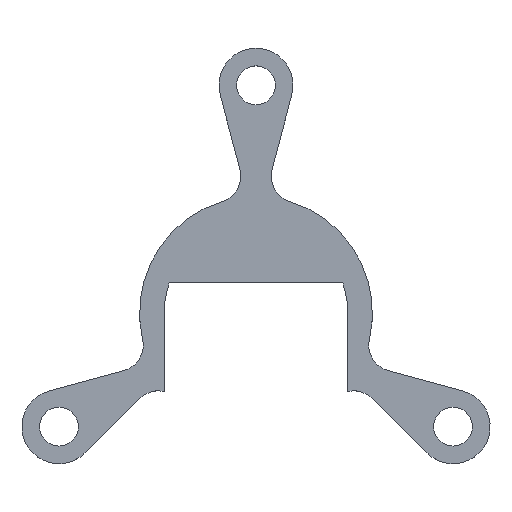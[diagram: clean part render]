
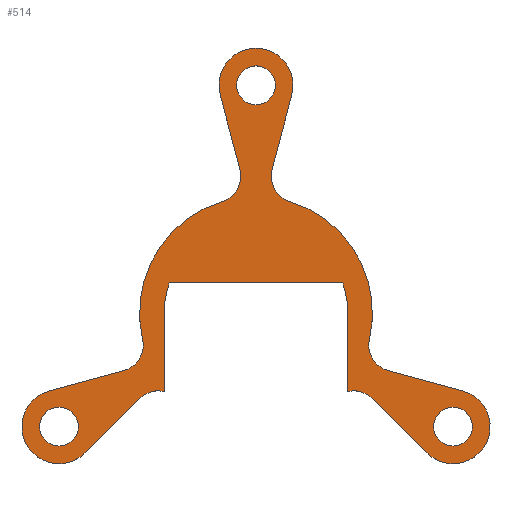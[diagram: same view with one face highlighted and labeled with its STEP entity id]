
A CAD part, top view. The second image highlights one B-rep face of the part: STEP entity #514.
In plain terms, the highlighted planar face has unit normal (0, 0, 1).
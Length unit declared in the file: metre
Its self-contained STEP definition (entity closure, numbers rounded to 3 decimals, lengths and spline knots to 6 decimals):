
#21=PLANE('',#586);
#27=LINE('',#763,#67);
#31=LINE('',#775,#71);
#35=LINE('',#787,#75);
#39=LINE('',#799,#79);
#45=LINE('',#823,#85);
#49=LINE('',#835,#89);
#55=LINE('',#859,#95);
#59=LINE('',#871,#99);
#62=LINE('',#895,#102);
#67=VECTOR('',#602,1.);
#71=VECTOR('',#614,1.);
#75=VECTOR('',#626,1.);
#79=VECTOR('',#638,1.);
#85=VECTOR('',#664,1.);
#89=VECTOR('',#676,1.);
#95=VECTOR('',#702,1.);
#99=VECTOR('',#714,1.);
#102=VECTOR('',#743,1.);
#197=ORIENTED_EDGE('',*,*,#315,.F.);
#198=ORIENTED_EDGE('',*,*,#313,.F.);
#199=ORIENTED_EDGE('',*,*,#311,.F.);
#200=ORIENTED_EDGE('',*,*,#249,.T.);
#201=ORIENTED_EDGE('',*,*,#253,.T.);
#202=ORIENTED_EDGE('',*,*,#256,.T.);
#203=ORIENTED_EDGE('',*,*,#259,.T.);
#204=ORIENTED_EDGE('',*,*,#262,.F.);
#205=ORIENTED_EDGE('',*,*,#265,.T.);
#206=ORIENTED_EDGE('',*,*,#268,.T.);
#207=ORIENTED_EDGE('',*,*,#271,.T.);
#208=ORIENTED_EDGE('',*,*,#274,.F.);
#209=ORIENTED_EDGE('',*,*,#277,.T.);
#210=ORIENTED_EDGE('',*,*,#280,.F.);
#211=ORIENTED_EDGE('',*,*,#283,.T.);
#212=ORIENTED_EDGE('',*,*,#286,.T.);
#213=ORIENTED_EDGE('',*,*,#289,.T.);
#214=ORIENTED_EDGE('',*,*,#292,.F.);
#215=ORIENTED_EDGE('',*,*,#295,.T.);
#216=ORIENTED_EDGE('',*,*,#298,.F.);
#217=ORIENTED_EDGE('',*,*,#301,.T.);
#218=ORIENTED_EDGE('',*,*,#304,.T.);
#219=ORIENTED_EDGE('',*,*,#307,.T.);
#220=ORIENTED_EDGE('',*,*,#310,.F.);
#221=ORIENTED_EDGE('',*,*,#318,.F.);
#249=EDGE_CURVE('',#322,#321,#370,.T.);
#253=EDGE_CURVE('',#321,#324,#27,.T.);
#256=EDGE_CURVE('',#324,#326,#372,.T.);
#259=EDGE_CURVE('',#326,#328,#31,.T.);
#262=EDGE_CURVE('',#330,#328,#374,.T.);
#265=EDGE_CURVE('',#330,#332,#35,.T.);
#268=EDGE_CURVE('',#332,#334,#376,.T.);
#271=EDGE_CURVE('',#334,#336,#39,.T.);
#274=EDGE_CURVE('',#338,#336,#378,.T.);
#277=EDGE_CURVE('',#338,#340,#380,.T.);
#280=EDGE_CURVE('',#342,#340,#382,.T.);
#283=EDGE_CURVE('',#342,#344,#45,.T.);
#286=EDGE_CURVE('',#344,#346,#384,.T.);
#289=EDGE_CURVE('',#346,#348,#49,.T.);
#292=EDGE_CURVE('',#350,#348,#386,.T.);
#295=EDGE_CURVE('',#350,#352,#388,.T.);
#298=EDGE_CURVE('',#354,#352,#390,.T.);
#301=EDGE_CURVE('',#354,#356,#55,.T.);
#304=EDGE_CURVE('',#356,#358,#392,.T.);
#307=EDGE_CURVE('',#358,#360,#59,.T.);
#310=EDGE_CURVE('',#362,#360,#394,.T.);
#311=EDGE_CURVE('',#363,#363,#395,.T.);
#313=EDGE_CURVE('',#365,#365,#397,.T.);
#315=EDGE_CURVE('',#367,#367,#399,.T.);
#318=EDGE_CURVE('',#322,#362,#62,.T.);
#321=VERTEX_POINT('',#754);
#322=VERTEX_POINT('',#756);
#324=VERTEX_POINT('',#762);
#326=VERTEX_POINT('',#768);
#328=VERTEX_POINT('',#774);
#330=VERTEX_POINT('',#780);
#332=VERTEX_POINT('',#786);
#334=VERTEX_POINT('',#792);
#336=VERTEX_POINT('',#798);
#338=VERTEX_POINT('',#804);
#340=VERTEX_POINT('',#810);
#342=VERTEX_POINT('',#816);
#344=VERTEX_POINT('',#822);
#346=VERTEX_POINT('',#828);
#348=VERTEX_POINT('',#834);
#350=VERTEX_POINT('',#840);
#352=VERTEX_POINT('',#846);
#354=VERTEX_POINT('',#852);
#356=VERTEX_POINT('',#858);
#358=VERTEX_POINT('',#864);
#360=VERTEX_POINT('',#870);
#362=VERTEX_POINT('',#876);
#363=VERTEX_POINT('',#880);
#365=VERTEX_POINT('',#885);
#367=VERTEX_POINT('',#890);
#370=CIRCLE('',#531,0.0052);
#372=CIRCLE('',#535,0.0052);
#374=CIRCLE('',#539,0.0015);
#376=CIRCLE('',#543,0.0021);
#378=CIRCLE('',#547,0.0015);
#380=CIRCLE('',#550,0.0066);
#382=CIRCLE('',#553,0.0015);
#384=CIRCLE('',#557,0.0021);
#386=CIRCLE('',#561,0.0015);
#388=CIRCLE('',#564,0.0066);
#390=CIRCLE('',#567,0.0015);
#392=CIRCLE('',#571,0.0021);
#394=CIRCLE('',#575,0.0015);
#395=CIRCLE('',#577,0.0011);
#397=CIRCLE('',#580,0.0011);
#399=CIRCLE('',#583,0.0011);
#429=EDGE_LOOP('',(#197));
#430=EDGE_LOOP('',(#198));
#431=EDGE_LOOP('',(#199));
#432=EDGE_LOOP('',(#200,#201,#202,#203,#204,#205,#206,#207,#208,#209,#210,
#211,#212,#213,#214,#215,#216,#217,#218,#219,#220,#221));
#465=FACE_BOUND('',#429,.T.);
#466=FACE_BOUND('',#430,.T.);
#467=FACE_BOUND('',#431,.T.);
#468=FACE_BOUND('',#432,.T.);
#514=ADVANCED_FACE('',(#465,#466,#467,#468),#21,.T.);
#531=AXIS2_PLACEMENT_3D('',#755,#595,#596);
#535=AXIS2_PLACEMENT_3D('',#769,#608,#609);
#539=AXIS2_PLACEMENT_3D('',#781,#620,#621);
#543=AXIS2_PLACEMENT_3D('',#793,#632,#633);
#547=AXIS2_PLACEMENT_3D('',#805,#644,#645);
#550=AXIS2_PLACEMENT_3D('',#811,#651,#652);
#553=AXIS2_PLACEMENT_3D('',#817,#658,#659);
#557=AXIS2_PLACEMENT_3D('',#829,#670,#671);
#561=AXIS2_PLACEMENT_3D('',#841,#682,#683);
#564=AXIS2_PLACEMENT_3D('',#847,#689,#690);
#567=AXIS2_PLACEMENT_3D('',#853,#696,#697);
#571=AXIS2_PLACEMENT_3D('',#865,#708,#709);
#575=AXIS2_PLACEMENT_3D('',#877,#720,#721);
#577=AXIS2_PLACEMENT_3D('',#879,#724,#725);
#580=AXIS2_PLACEMENT_3D('',#884,#730,#731);
#583=AXIS2_PLACEMENT_3D('',#889,#736,#737);
#586=AXIS2_PLACEMENT_3D('',#896,#744,#745);
#595=DIRECTION('',(0.,0.,-1.));
#596=DIRECTION('',(1.,0.,0.));
#602=DIRECTION('',(1.,0.,0.));
#608=DIRECTION('',(0.,0.,-1.));
#609=DIRECTION('',(1.,0.,0.));
#614=DIRECTION('',(0.,-1.,0.));
#620=DIRECTION('',(0.,0.,1.));
#621=DIRECTION('',(1.,0.,0.));
#626=DIRECTION('',(0.709,-0.705,0.));
#632=DIRECTION('',(0.,0.,1.));
#633=DIRECTION('',(1.,0.,0.));
#638=DIRECTION('',(-0.965,0.262,0.));
#644=DIRECTION('',(0.,0.,1.));
#645=DIRECTION('',(1.,0.,0.));
#651=DIRECTION('',(0.,0.,1.));
#652=DIRECTION('',(1.,0.,0.));
#658=DIRECTION('',(0.,0.,1.));
#659=DIRECTION('',(1.,0.,0.));
#664=DIRECTION('',(0.256,0.967,0.));
#670=DIRECTION('',(0.,0.,1.));
#671=DIRECTION('',(1.,0.,0.));
#676=DIRECTION('',(0.256,-0.967,0.));
#682=DIRECTION('',(0.,0.,1.));
#683=DIRECTION('',(1.,0.,0.));
#689=DIRECTION('',(0.,0.,1.));
#690=DIRECTION('',(1.,0.,0.));
#696=DIRECTION('',(0.,0.,1.));
#697=DIRECTION('',(1.,0.,0.));
#702=DIRECTION('',(-0.965,-0.262,0.));
#708=DIRECTION('',(0.,0.,1.));
#709=DIRECTION('',(1.,0.,0.));
#714=DIRECTION('',(0.709,0.705,0.));
#720=DIRECTION('',(0.,0.,1.));
#721=DIRECTION('',(1.,0.,0.));
#724=DIRECTION('',(0.,0.,1.));
#725=DIRECTION('',(1.,0.,0.));
#730=DIRECTION('',(0.,0.,1.));
#731=DIRECTION('',(1.,0.,0.));
#736=DIRECTION('',(0.,0.,1.));
#737=DIRECTION('',(1.,0.,0.));
#743=DIRECTION('',(0.,-1.,0.));
#744=DIRECTION('',(0.,0.,1.));
#745=DIRECTION('',(1.,0.,0.));
#754=CARTESIAN_POINT('',(-0.004914,0.0017,0.022275));
#755=CARTESIAN_POINT('',(0.,0.,0.022275));
#756=CARTESIAN_POINT('',(-0.0052,0.,0.022275));
#762=CARTESIAN_POINT('',(0.004914,0.0017,0.022275));
#763=CARTESIAN_POINT('',(-0.004377,0.0017,0.022275));
#768=CARTESIAN_POINT('',(0.0052,0.,0.022275));
#769=CARTESIAN_POINT('',(0.,0.,0.022275));
#774=CARTESIAN_POINT('',(0.0052,-0.004455,0.022275));
#775=CARTESIAN_POINT('',(0.0052,-0.00215,0.022275));
#780=CARTESIAN_POINT('',(0.006587,-0.004855,0.022275));
#781=CARTESIAN_POINT('',(0.00553,-0.005919,0.022275));
#786=CARTESIAN_POINT('',(0.009691,-0.007939,0.022275));
#787=CARTESIAN_POINT('',(0.008139,-0.006397,0.022275));
#792=CARTESIAN_POINT('',(0.011721,-0.004423,0.022275));
#793=CARTESIAN_POINT('',(0.011172,-0.00645,0.022275));
#798=CARTESIAN_POINT('',(0.007498,-0.003278,0.022275));
#799=CARTESIAN_POINT('',(0.00961,-0.00385,0.022275));
#804=CARTESIAN_POINT('',(0.006429,-0.001491,0.022275));
#805=CARTESIAN_POINT('',(0.007891,-0.00183,0.022275));
#810=CARTESIAN_POINT('',(0.001923,0.006314,0.022275));
#811=CARTESIAN_POINT('',(0.,0.,0.022275));
#816=CARTESIAN_POINT('',(0.000911,0.008132,0.022275));
#817=CARTESIAN_POINT('',(0.002361,0.007748,0.022275));
#822=CARTESIAN_POINT('',(0.00203,0.012363,0.022275));
#823=CARTESIAN_POINT('',(0.00147,0.010247,0.022275));
#828=CARTESIAN_POINT('',(-0.00203,0.012363,0.022275));
#829=CARTESIAN_POINT('',(0.,0.0129,0.022275));
#834=CARTESIAN_POINT('',(-0.000911,0.008132,0.022275));
#835=CARTESIAN_POINT('',(-0.00147,0.010247,0.022275));
#840=CARTESIAN_POINT('',(-0.001923,0.006314,0.022275));
#841=CARTESIAN_POINT('',(-0.002361,0.007748,0.022275));
#846=CARTESIAN_POINT('',(-0.006429,-0.001491,0.022275));
#847=CARTESIAN_POINT('',(0.,0.,0.022275));
#852=CARTESIAN_POINT('',(-0.007498,-0.003278,0.022275));
#853=CARTESIAN_POINT('',(-0.007891,-0.00183,0.022275));
#858=CARTESIAN_POINT('',(-0.011721,-0.004423,0.022275));
#859=CARTESIAN_POINT('',(-0.00961,-0.00385,0.022275));
#864=CARTESIAN_POINT('',(-0.009691,-0.007939,0.022275));
#865=CARTESIAN_POINT('',(-0.011172,-0.00645,0.022275));
#870=CARTESIAN_POINT('',(-0.006587,-0.004855,0.022275));
#871=CARTESIAN_POINT('',(-0.008139,-0.006397,0.022275));
#876=CARTESIAN_POINT('',(-0.0052,-0.004455,0.022275));
#877=CARTESIAN_POINT('',(-0.00553,-0.005919,0.022275));
#879=CARTESIAN_POINT('',(0.,0.0129,0.022275));
#880=CARTESIAN_POINT('',(0.0011,0.0129,0.022275));
#884=CARTESIAN_POINT('',(-0.011172,-0.00645,0.022275));
#885=CARTESIAN_POINT('',(-0.010072,-0.00645,0.022275));
#889=CARTESIAN_POINT('',(0.011172,-0.00645,0.022275));
#890=CARTESIAN_POINT('',(0.012272,-0.00645,0.022275));
#895=CARTESIAN_POINT('',(-0.0052,-0.004378,0.022275));
#896=CARTESIAN_POINT('',(0.,0.003225,0.022275));
